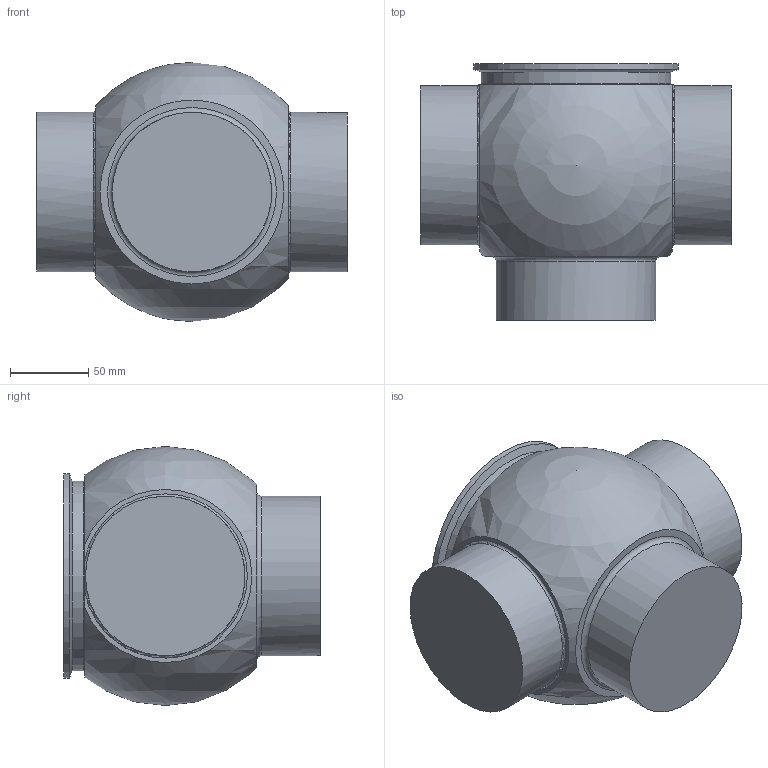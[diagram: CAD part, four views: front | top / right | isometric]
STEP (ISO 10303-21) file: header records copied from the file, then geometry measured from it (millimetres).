
FILE_DESCRIPTION(/* description */ (''),/* implementation_level */ '2;1');
FILE_NAME(/* name */ '102454.stp',/* time_stamp */ '2021-03-23T16:36:15-05:00',/* author */ ('FA67NH'),/* organization */ (''),/* preprocessor_version */ 'ST-DEVELOPER v18.1',/* originating_system */ 'Autodesk Inventor 2020',/* authorisation */ '');
FILE_SCHEMA (('AUTOMOTIVE_DESIGN { 1 0 10303 214 3 1 1 }'));
Length unit declared in the file: inch
Products named in the file (1): 102454
Bounding box: 197.61 x 163.5 x 165.1 mm (x, y, z)
Volume: 2882812.5 mm3; surface area: 122072.4 mm2
Topology: 1 solids, 1 shells, 19 faces, 59 edges, 43 vertices
Faces by surface type: plane 8, cylinder 5, torus 4, sphere 1, cone 1
Full cylindrical faces by diameter (mm): 101.6 x3, 120.65 x1, 130.175 x1
Entity records: 761 total; most frequent: CARTESIAN_POINT 146, DIRECTION 140, ORIENTED_EDGE 114, AXIS2_PLACEMENT_3D 65, EDGE_CURVE 57, CIRCLE 45, VERTEX_POINT 43, EDGE_LOOP 22
